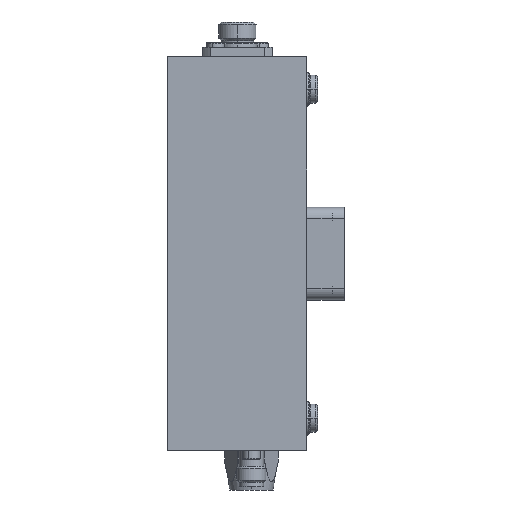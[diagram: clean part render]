
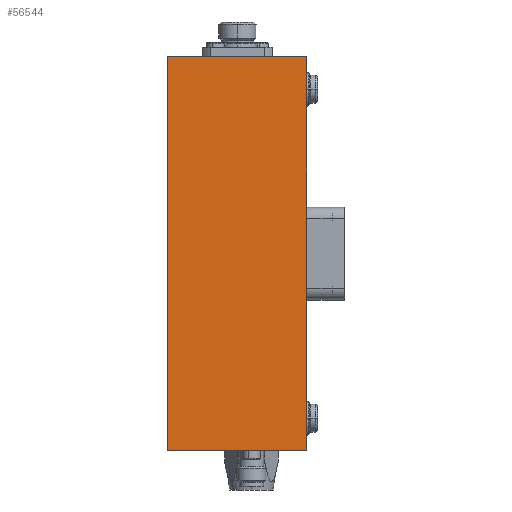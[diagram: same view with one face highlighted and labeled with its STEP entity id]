
A CAD part, left-side view. The second image highlights one B-rep face of the part: STEP entity #56544.
In plain terms, the highlighted planar face has unit normal (-1, 0, 0).
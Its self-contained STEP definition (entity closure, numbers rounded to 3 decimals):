
#8114 = CARTESIAN_POINT ( 'NONE',  ( -40., 0., -42.5 ) ) ;
#8161 = CARTESIAN_POINT ( 'NONE',  ( -40., 30., -42.5 ) ) ;
#8194 = DIRECTION ( 'NONE',  ( 0., -1., 0. ) ) ;
#8195 = VECTOR ( 'NONE', #8194, 1000. ) ;
#8196 = CARTESIAN_POINT ( 'NONE',  ( -40., 30., -42.5 ) ) ;
#8206 = LINE ( 'NONE', #8196, #8195 ) ;
#8558 = DIRECTION ( 'NONE',  ( 0., 0., -1. ) ) ;
#8559 = DIRECTION ( 'NONE',  ( 1., 0., 0. ) ) ;
#8560 = FACE_OUTER_BOUND ( 'NONE', #56562, .T. ) ;
#8561 = CARTESIAN_POINT ( 'NONE',  ( -40., 30., -42.5 ) ) ;
#8565 = CARTESIAN_POINT ( 'NONE',  ( -40., 0., 42.5 ) ) ;
#8566 = PLANE ( 'NONE',  #8580 ) ;
#8567 = CARTESIAN_POINT ( 'NONE',  ( -40., 30., 42.5 ) ) ;
#8568 = LINE ( 'NONE', #8567, #8611 ) ;
#8580 = AXIS2_PLACEMENT_3D ( 'NONE', #8561, #8559, #8558 ) ;
#8588 = CARTESIAN_POINT ( 'NONE',  ( -40., 30., 42.5 ) ) ;
#8605 = DIRECTION ( 'NONE',  ( 0., 0., 1. ) ) ;
#8606 = VECTOR ( 'NONE', #8605, 1000. ) ;
#8607 = CARTESIAN_POINT ( 'NONE',  ( -40., 30., -42.5 ) ) ;
#8608 = LINE ( 'NONE', #8607, #8606 ) ;
#8610 = DIRECTION ( 'NONE',  ( 0., -1., 0. ) ) ;
#8611 = VECTOR ( 'NONE', #8610, 1000. ) ;
#8674 = LINE ( 'NONE', #8727, #8726 ) ;
#8725 = DIRECTION ( 'NONE',  ( 0., 0., 1. ) ) ;
#8726 = VECTOR ( 'NONE', #8725, 1000. ) ;
#8727 = CARTESIAN_POINT ( 'NONE',  ( -40., 0., -42.5 ) ) ;
#56177 = VERTEX_POINT ( 'NONE', #8114 ) ;
#56183 = VERTEX_POINT ( 'NONE', #8161 ) ;
#56271 = EDGE_CURVE ( 'NONE', #56183, #56177, #8206, .T. ) ;
#56544 = ADVANCED_FACE ( 'NONE', ( #8560 ), #8566, .F. ) ;
#56545 = VERTEX_POINT ( 'NONE', #8565 ) ;
#56547 = ORIENTED_EDGE ( 'NONE', *, *, #56548, .F. ) ;
#56548 = EDGE_CURVE ( 'NONE', #56583, #56545, #8568, .T. ) ;
#56551 = EDGE_CURVE ( 'NONE', #56183, #56583, #8608, .T. ) ;
#56557 = ORIENTED_EDGE ( 'NONE', *, *, #56657, .T. ) ;
#56562 = EDGE_LOOP ( 'NONE', ( #56557, #56547, #56578, #56636 ) ) ;
#56578 = ORIENTED_EDGE ( 'NONE', *, *, #56551, .F. ) ;
#56583 = VERTEX_POINT ( 'NONE', #8588 ) ;
#56636 = ORIENTED_EDGE ( 'NONE', *, *, #56271, .T. ) ;
#56657 = EDGE_CURVE ( 'NONE', #56177, #56545, #8674, .T. ) ;
